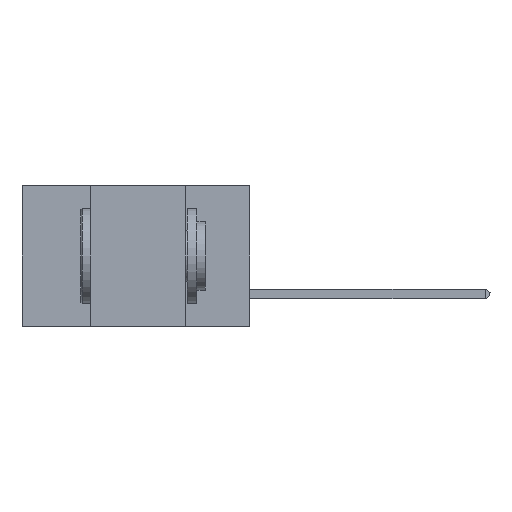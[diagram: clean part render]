
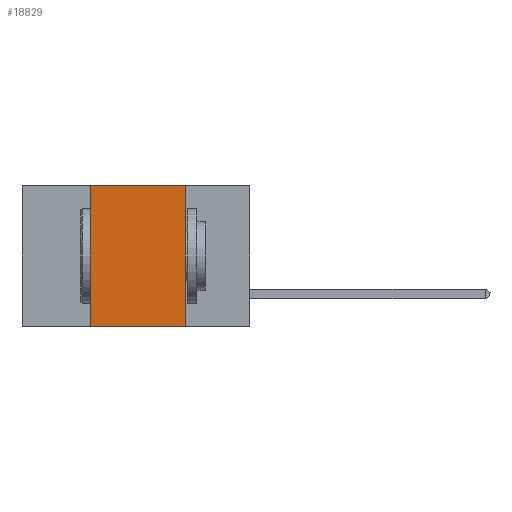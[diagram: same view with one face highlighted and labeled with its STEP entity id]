
A CAD part, left-side view. The second image highlights one B-rep face of the part: STEP entity #18829.
In plain terms, the highlighted planar face has unit normal (-1, 0, 0).
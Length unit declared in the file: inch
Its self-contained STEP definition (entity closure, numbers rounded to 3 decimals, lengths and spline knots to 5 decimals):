
#1169 = LINE ( 'NONE', #22925, #21082 ) ;
#1552 = VERTEX_POINT ( 'NONE', #14469 ) ;
#2540 = ORIENTED_EDGE ( 'NONE', *, *, #10657, .F. ) ;
#3002 = LINE ( 'NONE', #17799, #24924 ) ;
#3489 = CARTESIAN_POINT ( 'NONE',  ( 0., 0.6, 0. ) ) ;
#5111 = EDGE_CURVE ( 'NONE', #1552, #7573, #25223, .T. ) ;
#5858 = DIRECTION ( 'NONE',  ( 0., 0., 1. ) ) ;
#6635 = CARTESIAN_POINT ( 'NONE',  ( 0., 0.42, 0. ) ) ;
#7542 = CARTESIAN_POINT ( 'NONE',  ( 0., 0.6, 0. ) ) ;
#7573 = VERTEX_POINT ( 'NONE', #20429 ) ;
#7878 = DIRECTION ( 'NONE',  ( 0., -1., 0. ) ) ;
#9712 = ORIENTED_EDGE ( 'NONE', *, *, #27399, .F. ) ;
#10657 = EDGE_CURVE ( 'NONE', #18479, #7573, #3002, .T. ) ;
#10685 = ORIENTED_EDGE ( 'NONE', *, *, #16041, .F. ) ;
#11314 = EDGE_LOOP ( 'NONE', ( #2540, #9712, #10685, #17124 ) ) ;
#12411 = FACE_OUTER_BOUND ( 'NONE', #11314, .T. ) ;
#14469 = CARTESIAN_POINT ( 'NONE',  ( 0., 0.42, -0.37 ) ) ;
#14540 = CARTESIAN_POINT ( 'NONE',  ( 0., 0.17, 0. ) ) ;
#15056 = AXIS2_PLACEMENT_3D ( 'NONE', #7542, #26428, #22392 ) ;
#16041 = EDGE_CURVE ( 'NONE', #1552, #27193, #1169, .T. ) ;
#17124 = ORIENTED_EDGE ( 'NONE', *, *, #5111, .T. ) ;
#17799 = CARTESIAN_POINT ( 'NONE',  ( 0., 0.17, 0. ) ) ;
#18479 = VERTEX_POINT ( 'NONE', #14540 ) ;
#18829 = ADVANCED_FACE ( 'NONE', ( #12411 ), #22202, .F. ) ;
#18908 = VECTOR ( 'NONE', #26176, 39.37008 ) ;
#20429 = CARTESIAN_POINT ( 'NONE',  ( 0., 0.17, -0.37 ) ) ;
#21082 = VECTOR ( 'NONE', #5858, 39.37008 ) ;
#21654 = VECTOR ( 'NONE', #7878, 39.37008 ) ;
#22127 = CARTESIAN_POINT ( 'NONE',  ( 0., 0.6, -0.37 ) ) ;
#22202 = PLANE ( 'NONE',  #15056 ) ;
#22392 = DIRECTION ( 'NONE',  ( 0., 0., -1. ) ) ;
#22925 = CARTESIAN_POINT ( 'NONE',  ( 0., 0.42, 0. ) ) ;
#24332 = LINE ( 'NONE', #3489, #21654 ) ;
#24924 = VECTOR ( 'NONE', #25142, 39.37008 ) ;
#25142 = DIRECTION ( 'NONE',  ( 0., 0., -1. ) ) ;
#25223 = LINE ( 'NONE', #22127, #18908 ) ;
#26176 = DIRECTION ( 'NONE',  ( 0., -1., 0. ) ) ;
#26428 = DIRECTION ( 'NONE',  ( 1., 0., 0. ) ) ;
#27193 = VERTEX_POINT ( 'NONE', #6635 ) ;
#27399 = EDGE_CURVE ( 'NONE', #27193, #18479, #24332, .T. ) ;
